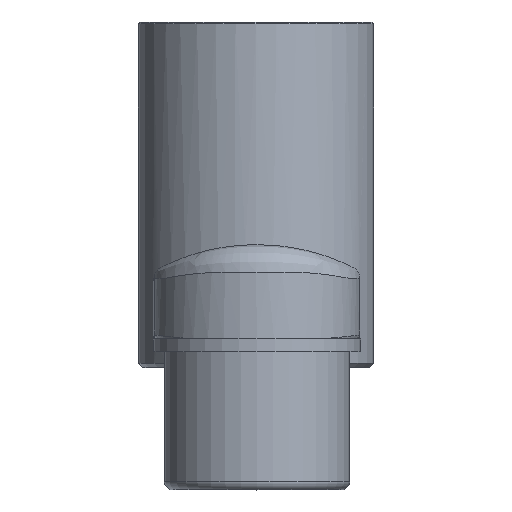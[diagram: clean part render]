
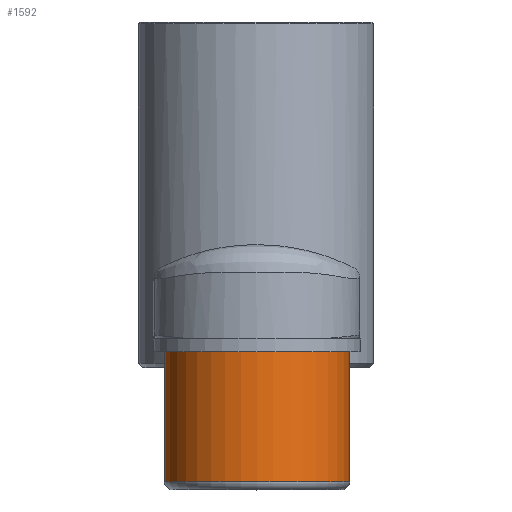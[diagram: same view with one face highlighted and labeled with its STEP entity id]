
A CAD part, top view. The second image highlights one B-rep face of the part: STEP entity #1592.
In plain terms, the highlighted cylindrical face has radius 11.4 mm (diameter 22.8 mm), a partial arc.
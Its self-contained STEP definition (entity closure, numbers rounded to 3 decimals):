
#5 = VECTOR ( 'NONE', #1699, 1000. ) ;
#145 = CIRCLE ( 'NONE', #1173, 11.4 ) ;
#172 = VERTEX_POINT ( 'NONE', #311 ) ;
#200 = FACE_OUTER_BOUND ( 'NONE', #1229, .T. ) ;
#226 = DIRECTION ( 'NONE',  ( 0., 1., 0. ) ) ;
#233 = DIRECTION ( 'NONE',  ( 1., 0., 0. ) ) ;
#311 = CARTESIAN_POINT ( 'NONE',  ( 11.519, -39.067, 300.005 ) ) ;
#353 = LINE ( 'NONE', #793, #5 ) ;
#360 = CARTESIAN_POINT ( 'NONE',  ( -11.281, -55.067, 299.996 ) ) ;
#593 = DIRECTION ( 'NONE',  ( 0., 1., 0. ) ) ;
#663 = AXIS2_PLACEMENT_3D ( 'NONE', #1131, #880, #1389 ) ;
#719 = EDGE_CURVE ( 'NONE', #1348, #172, #145, .T. ) ;
#771 = AXIS2_PLACEMENT_3D ( 'NONE', #1023, #226, #233 ) ;
#774 = CIRCLE ( 'NONE', #663, 11.4 ) ;
#793 = CARTESIAN_POINT ( 'NONE',  ( 11.519, -56.067, 300.005 ) ) ;
#849 = CARTESIAN_POINT ( 'NONE',  ( 11.519, -55.067, 300.005 ) ) ;
#877 = EDGE_CURVE ( 'NONE', #1684, #172, #353, .T. ) ;
#880 = DIRECTION ( 'NONE',  ( 0., 1., 0. ) ) ;
#962 = ORIENTED_EDGE ( 'NONE', *, *, #1552, .T. ) ;
#976 = VECTOR ( 'NONE', #593, 1000. ) ;
#1003 = CARTESIAN_POINT ( 'NONE',  ( -11.281, -39.067, 299.996 ) ) ;
#1005 = CARTESIAN_POINT ( 'NONE',  ( -11.281, -56.067, 299.996 ) ) ;
#1023 = CARTESIAN_POINT ( 'NONE',  ( 0.119, -56.067, 300. ) ) ;
#1093 = EDGE_CURVE ( 'NONE', #1538, #1348, #1322, .T. ) ;
#1131 = CARTESIAN_POINT ( 'NONE',  ( 0.119, -55.067, 300. ) ) ;
#1166 = CYLINDRICAL_SURFACE ( 'NONE', #771, 11.4 ) ;
#1173 = AXIS2_PLACEMENT_3D ( 'NONE', #1186, #1692, #1698 ) ;
#1186 = CARTESIAN_POINT ( 'NONE',  ( 0.119, -39.067, 300. ) ) ;
#1229 = EDGE_LOOP ( 'NONE', ( #1490, #962, #1526, #1567 ) ) ;
#1322 = LINE ( 'NONE', #1005, #976 ) ;
#1348 = VERTEX_POINT ( 'NONE', #1003 ) ;
#1389 = DIRECTION ( 'NONE',  ( -1., 0., 0. ) ) ;
#1490 = ORIENTED_EDGE ( 'NONE', *, *, #1093, .F. ) ;
#1526 = ORIENTED_EDGE ( 'NONE', *, *, #877, .T. ) ;
#1538 = VERTEX_POINT ( 'NONE', #360 ) ;
#1552 = EDGE_CURVE ( 'NONE', #1538, #1684, #774, .T. ) ;
#1567 = ORIENTED_EDGE ( 'NONE', *, *, #719, .F. ) ;
#1592 = ADVANCED_FACE ( 'NONE', ( #200 ), #1166, .T. ) ;
#1684 = VERTEX_POINT ( 'NONE', #849 ) ;
#1692 = DIRECTION ( 'NONE',  ( 0., 1., 0. ) ) ;
#1698 = DIRECTION ( 'NONE',  ( 0., 0., 1. ) ) ;
#1699 = DIRECTION ( 'NONE',  ( 0., 1., 0. ) ) ;
